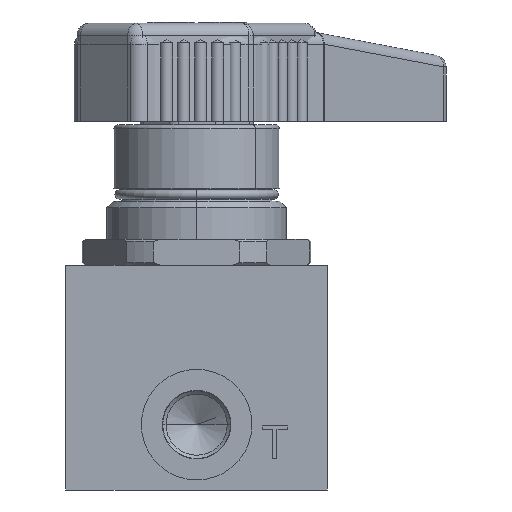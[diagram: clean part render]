
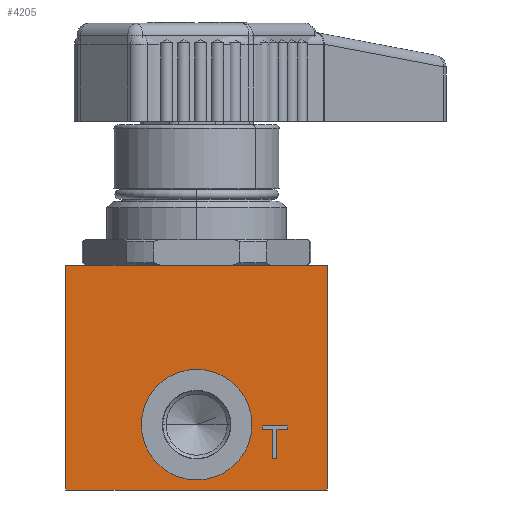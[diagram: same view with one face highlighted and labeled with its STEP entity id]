
A CAD part, front view. The second image highlights one B-rep face of the part: STEP entity #4205.
In plain terms, the highlighted planar face has unit normal (0, -1, 0).
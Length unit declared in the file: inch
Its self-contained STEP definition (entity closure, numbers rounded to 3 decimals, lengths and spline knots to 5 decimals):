
#400=DIRECTION('',(1.,0.,0.));
#401=VECTOR('',#400,2.);
#402=CARTESIAN_POINT('',(-2.,0.,0.));
#403=LINE('',#402,#401);
#713=DIRECTION('',(1.,0.,0.));
#714=VECTOR('',#713,2.);
#715=CARTESIAN_POINT('',(-2.,0.,1.72));
#716=LINE('',#715,#714);
#857=CARTESIAN_POINT('',(-1.,0.,0.5));
#858=DIRECTION('',(0.,-1.,0.));
#859=DIRECTION('',(-1.,0.,0.));
#860=AXIS2_PLACEMENT_3D('',#857,#858,#859);
#862=CARTESIAN_POINT('',(-1.,0.,0.5));
#863=DIRECTION('',(0.,-1.,0.));
#864=DIRECTION('',(1.,0.,0.));
#865=AXIS2_PLACEMENT_3D('',#862,#863,#864);
#867=DIRECTION('',(0.,0.,1.));
#868=VECTOR('',#867,1.72);
#869=CARTESIAN_POINT('',(-2.,0.,0.));
#870=LINE('',#869,#868);
#871=DIRECTION('',(0.,0.,-1.));
#872=VECTOR('',#871,1.72);
#873=CARTESIAN_POINT('',(0.,0.,1.72));
#874=LINE('',#873,#872);
#875=DIRECTION('',(-1.,0.,0.));
#876=VECTOR('',#875,0.19792);
#877=CARTESIAN_POINT('',(-0.30208,0.,0.48969));
#878=LINE('',#877,#876);
#879=DIRECTION('',(0.,0.,-1.));
#880=VECTOR('',#879,0.0266);
#881=CARTESIAN_POINT('',(-0.5,0.,0.48969));
#882=LINE('',#881,#880);
#883=DIRECTION('',(1.,0.,0.));
#884=VECTOR('',#883,0.08333);
#885=CARTESIAN_POINT('',(-0.5,0.,0.46309));
#886=LINE('',#885,#884);
#887=DIRECTION('',(0.,0.,-1.));
#888=VECTOR('',#887,0.2234);
#889=CARTESIAN_POINT('',(-0.41667,0.,0.46309));
#890=LINE('',#889,#888);
#891=DIRECTION('',(1.,0.,0.));
#892=VECTOR('',#891,0.03125);
#893=CARTESIAN_POINT('',(-0.41667,0.,0.23969));
#894=LINE('',#893,#892);
#895=DIRECTION('',(0.,0.,1.));
#896=VECTOR('',#895,0.2234);
#897=CARTESIAN_POINT('',(-0.38542,0.,0.23969));
#898=LINE('',#897,#896);
#899=DIRECTION('',(1.,0.,0.));
#900=VECTOR('',#899,0.08333);
#901=CARTESIAN_POINT('',(-0.38542,0.,0.46309));
#902=LINE('',#901,#900);
#903=DIRECTION('',(0.,0.,1.));
#904=VECTOR('',#903,0.0266);
#905=CARTESIAN_POINT('',(-0.30208,0.,0.46309));
#906=LINE('',#905,#904);
#2503=CARTESIAN_POINT('',(0.,0.,0.));
#2505=VERTEX_POINT('',#2503);
#2509=CARTESIAN_POINT('',(-2.,0.,0.));
#2510=VERTEX_POINT('',#2509);
#2567=CARTESIAN_POINT('',(-1.423,0.,0.5));
#2568=VERTEX_POINT('',#2567);
#2569=CARTESIAN_POINT('',(-0.577,0.,0.5));
#2570=VERTEX_POINT('',#2569);
#2680=CARTESIAN_POINT('',(-2.,0.,1.72));
#2682=VERTEX_POINT('',#2680);
#2683=CARTESIAN_POINT('',(0.,0.,1.72));
#2684=VERTEX_POINT('',#2683);
#3231=CARTESIAN_POINT('',(-0.30208,0.,0.48969));
#3232=CARTESIAN_POINT('',(-0.5,0.,0.48969));
#3233=VERTEX_POINT('',#3231);
#3234=VERTEX_POINT('',#3232);
#3235=CARTESIAN_POINT('',(-0.5,0.,0.46309));
#3236=VERTEX_POINT('',#3235);
#3237=CARTESIAN_POINT('',(-0.41667,0.,0.46309));
#3238=VERTEX_POINT('',#3237);
#3239=CARTESIAN_POINT('',(-0.41667,0.,0.23969));
#3240=VERTEX_POINT('',#3239);
#3241=CARTESIAN_POINT('',(-0.38542,0.,0.23969));
#3242=VERTEX_POINT('',#3241);
#3243=CARTESIAN_POINT('',(-0.38542,0.,0.46309));
#3244=VERTEX_POINT('',#3243);
#3245=CARTESIAN_POINT('',(-0.30208,0.,0.46309));
#3246=VERTEX_POINT('',#3245);
#4170=CARTESIAN_POINT('',(-2.,0.,0.));
#4171=DIRECTION('',(0.,-1.,0.));
#4172=DIRECTION('',(1.,0.,0.));
#4173=AXIS2_PLACEMENT_3D('',#4170,#4171,#4172);
#4174=PLANE('',#4173);
#4175=ORIENTED_EDGE('',*,*,#3713,.T.);
#4176=ORIENTED_EDGE('',*,*,#3957,.T.);
#4177=ORIENTED_EDGE('',*,*,#3496,.T.);
#4178=ORIENTED_EDGE('',*,*,#3676,.F.);
#4179=EDGE_LOOP('',(#4175,#4176,#4177,#4178));
#4180=FACE_OUTER_BOUND('',#4179,.F.);
#4182=ORIENTED_EDGE('',*,*,#4181,.T.);
#4184=ORIENTED_EDGE('',*,*,#4183,.T.);
#4185=EDGE_LOOP('',(#4182,#4184));
#4186=FACE_BOUND('',#4185,.F.);
#4188=ORIENTED_EDGE('',*,*,#4187,.T.);
#4190=ORIENTED_EDGE('',*,*,#4189,.T.);
#4192=ORIENTED_EDGE('',*,*,#4191,.T.);
#4194=ORIENTED_EDGE('',*,*,#4193,.T.);
#4196=ORIENTED_EDGE('',*,*,#4195,.T.);
#4198=ORIENTED_EDGE('',*,*,#4197,.T.);
#4200=ORIENTED_EDGE('',*,*,#4199,.T.);
#4202=ORIENTED_EDGE('',*,*,#4201,.T.);
#4203=EDGE_LOOP('',(#4188,#4190,#4192,#4194,#4196,#4198,#4200,#4202));
#4204=FACE_BOUND('',#4203,.F.);
#861=CIRCLE('',#860,0.423);
#866=CIRCLE('',#865,0.423);
#3496=EDGE_CURVE('',#2684,#2505,#874,.T.);
#3676=EDGE_CURVE('',#2510,#2505,#403,.T.);
#3713=EDGE_CURVE('',#2510,#2682,#870,.T.);
#3957=EDGE_CURVE('',#2682,#2684,#716,.T.);
#4181=EDGE_CURVE('',#2568,#2570,#861,.T.);
#4183=EDGE_CURVE('',#2570,#2568,#866,.T.);
#4187=EDGE_CURVE('',#3233,#3234,#878,.T.);
#4189=EDGE_CURVE('',#3234,#3236,#882,.T.);
#4191=EDGE_CURVE('',#3236,#3238,#886,.T.);
#4193=EDGE_CURVE('',#3238,#3240,#890,.T.);
#4195=EDGE_CURVE('',#3240,#3242,#894,.T.);
#4197=EDGE_CURVE('',#3242,#3244,#898,.T.);
#4199=EDGE_CURVE('',#3244,#3246,#902,.T.);
#4201=EDGE_CURVE('',#3246,#3233,#906,.T.);
#4205=ADVANCED_FACE('',(#4180,#4186,#4204),#4174,.T.);
